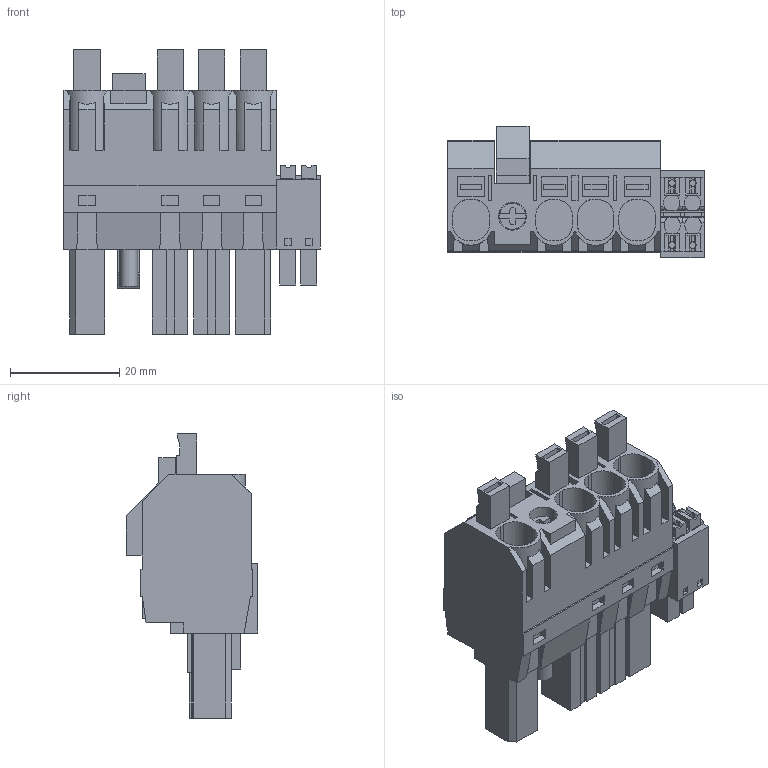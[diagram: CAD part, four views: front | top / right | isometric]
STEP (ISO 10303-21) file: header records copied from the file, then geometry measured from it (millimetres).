
FILE_DESCRIPTION(('CATIA V5 STEP Exchange','CAx-IF Rec.Pracs.--- Model Styling and Organization---1.4--- 2014-01-23'),'2;1');
FILE_NAME ('273940-2_2_2629120000_2629120000.stp','2023-09-07T12:40:04+00:00',('none'),('Weidmueller'),'CATIA Version 5-6 Release 2016 SP3 HF44','CATIA V5 STEP AP214','none');
FILE_SCHEMA(('AUTOMOTIVE_DESIGN { 1 0 10303 214 1 1 1 1 }'));
Length unit declared in the file: millimetre
Products named in the file (1): 2629120000
Bounding box: 47.03 x 24.13 x 52.11 mm (x, y, z)
Volume: 24095.8 mm3; surface area: 13475.1 mm2
Topology: 11 solids, 11 shells, 736 faces, 2035 edges, 1363 vertices
Faces by surface type: plane 670, cylinder 66
Entity records: 22247 total; most frequent: CARTESIAN_POINT 4357, ORIENTED_EDGE 4070, DIRECTION 2995, EDGE_CURVE 2035, VECTOR 1841, LINE 1841, VERTEX_POINT 1363, EDGE_LOOP 788
